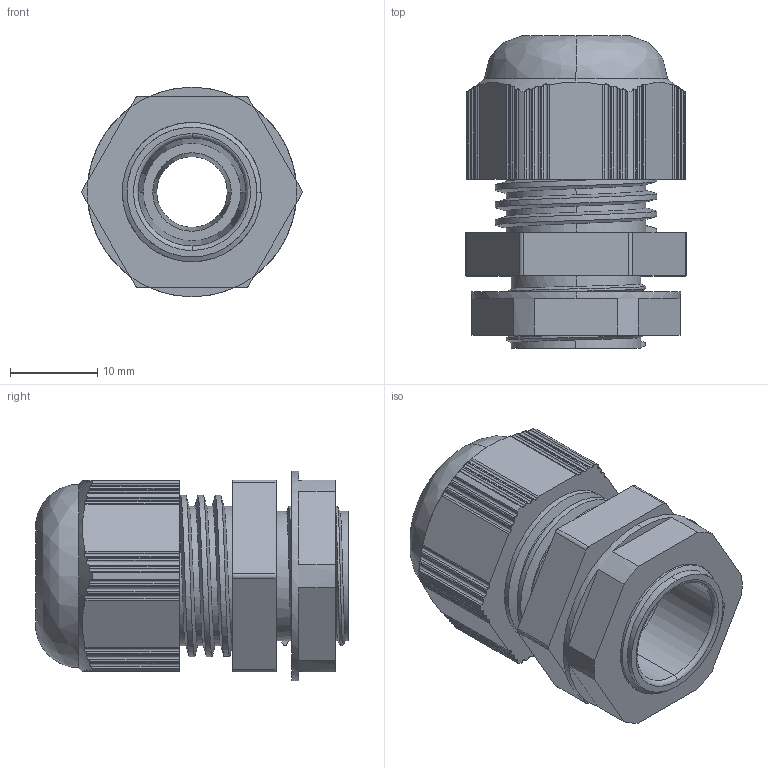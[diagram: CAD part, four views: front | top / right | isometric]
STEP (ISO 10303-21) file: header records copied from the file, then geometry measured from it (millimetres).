
FILE_DESCRIPTION (( 'STEP AP203' ), '1' );
FILE_NAME ('9051.STEP', '2020-07-28T08:01:22', ( '' ), ( '' ), 'SwSTEP 2.0', 'SolidWorks 2011', '' );
FILE_SCHEMA (( 'CONFIG_CONTROL_DESIGN' ));
Length unit declared in the file: millimetre
Products named in the file (1): 9051
Bounding box: 25.25 x 35.86 x 24 mm (x, y, z)
Volume: 8612.4 mm3; surface area: 5892.4 mm2
Topology: 1 solids, 1 shells, 323 faces, 936 edges, 622 vertices
Faces by surface type: cylinder 173, plane 109, cone 23, bspline 18
Entity records: 14218 total; most frequent: CARTESIAN_POINT 5859, ORIENTED_EDGE 1872, DIRECTION 1633, EDGE_CURVE 936, VERTEX_POINT 622, AXIS2_PLACEMENT_3D 614, VECTOR 405, LINE 405
